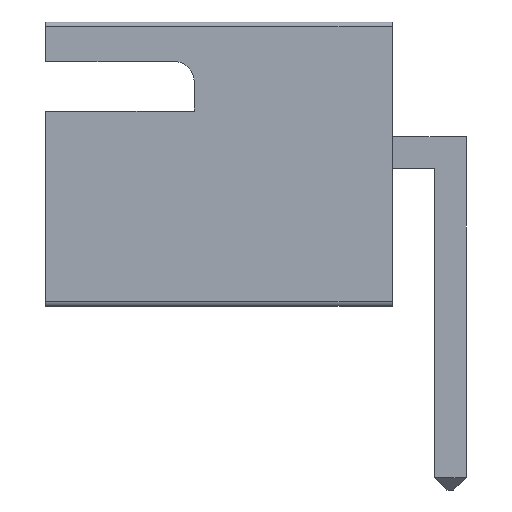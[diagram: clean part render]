
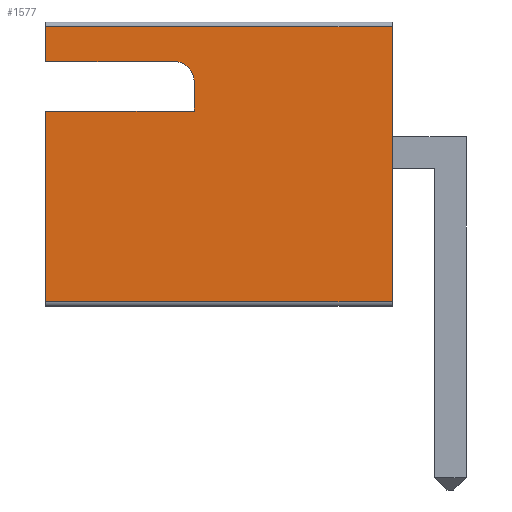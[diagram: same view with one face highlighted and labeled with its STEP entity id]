
A CAD part, left-side view. The second image highlights one B-rep face of the part: STEP entity #1577.
In plain terms, the highlighted planar face has unit normal (-1, 0, 0).
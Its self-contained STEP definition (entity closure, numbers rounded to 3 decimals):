
#101 = ORIENTED_EDGE ( 'NONE', *, *, #2254, .T. ) ;
#144 = DIRECTION ( 'NONE',  ( 0., -1., 0. ) ) ;
#238 = CARTESIAN_POINT ( 'NONE',  ( 0., 7., -5.65 ) ) ;
#256 = CARTESIAN_POINT ( 'NONE',  ( 0., 4., -1.2 ) ) ;
#262 = AXIS2_PLACEMENT_3D ( 'NONE', #625, #932, #2803 ) ;
#286 = ORIENTED_EDGE ( 'NONE', *, *, #2213, .T. ) ;
#293 = EDGE_CURVE ( 'NONE', #1082, #553, #2969, .T. ) ;
#354 = CARTESIAN_POINT ( 'NONE',  ( 0., 7., -0.1 ) ) ;
#356 = EDGE_LOOP ( 'NONE', ( #721, #286, #1778, #2051, #2849, #3325, #1354, #1681, #101 ) ) ;
#363 = PLANE ( 'NONE',  #262 ) ;
#384 = LINE ( 'NONE', #2590, #3065 ) ;
#437 = DIRECTION ( 'NONE',  ( 0., 0., 1. ) ) ;
#460 = VECTOR ( 'NONE', #144, 1000. ) ;
#478 = VECTOR ( 'NONE', #1882, 1000. ) ;
#553 = VERTEX_POINT ( 'NONE', #1110 ) ;
#594 = EDGE_CURVE ( 'NONE', #553, #814, #3255, .T. ) ;
#603 = VERTEX_POINT ( 'NONE', #238 ) ;
#625 = CARTESIAN_POINT ( 'NONE',  ( 0., 7., 0. ) ) ;
#672 = VECTOR ( 'NONE', #437, 1000. ) ;
#721 = ORIENTED_EDGE ( 'NONE', *, *, #2736, .F. ) ;
#789 = CARTESIAN_POINT ( 'NONE',  ( 0., 7., -1.8 ) ) ;
#814 = VERTEX_POINT ( 'NONE', #1035 ) ;
#854 = CARTESIAN_POINT ( 'NONE',  ( 0., 7., 0. ) ) ;
#888 = VERTEX_POINT ( 'NONE', #3281 ) ;
#932 = DIRECTION ( 'NONE',  ( 1., 0., 0. ) ) ;
#950 = FACE_OUTER_BOUND ( 'NONE', #356, .T. ) ;
#1002 = VECTOR ( 'NONE', #3114, 1000. ) ;
#1035 = CARTESIAN_POINT ( 'NONE',  ( 0., 4., -1.8 ) ) ;
#1082 = VERTEX_POINT ( 'NONE', #2339 ) ;
#1110 = CARTESIAN_POINT ( 'NONE',  ( 0., 4., -1.2 ) ) ;
#1205 = VERTEX_POINT ( 'NONE', #1316 ) ;
#1316 = CARTESIAN_POINT ( 'NONE',  ( 0., 7., -1.8 ) ) ;
#1320 = EDGE_CURVE ( 'NONE', #1821, #2292, #3551, .T. ) ;
#1354 = ORIENTED_EDGE ( 'NONE', *, *, #293, .T. ) ;
#1359 = VERTEX_POINT ( 'NONE', #1905 ) ;
#1390 = LINE ( 'NONE', #1680, #2082 ) ;
#1524 = CARTESIAN_POINT ( 'NONE',  ( 0., 4.4, -1.2 ) ) ;
#1569 = CARTESIAN_POINT ( 'NONE',  ( 0., 0., -5.65 ) ) ;
#1577 = ADVANCED_FACE ( 'NONE', ( #950 ), #363, .F. ) ;
#1673 = EDGE_CURVE ( 'NONE', #1359, #1082, #3185, .T. ) ;
#1680 = CARTESIAN_POINT ( 'NONE',  ( 0., 7., -5.65 ) ) ;
#1681 = ORIENTED_EDGE ( 'NONE', *, *, #594, .T. ) ;
#1778 = ORIENTED_EDGE ( 'NONE', *, *, #1320, .T. ) ;
#1817 = CARTESIAN_POINT ( 'NONE',  ( 0., 0., 0. ) ) ;
#1821 = VERTEX_POINT ( 'NONE', #1569 ) ;
#1865 = VECTOR ( 'NONE', #2812, 1000. ) ;
#1882 = DIRECTION ( 'NONE',  ( 0., 0., -1. ) ) ;
#1890 = DIRECTION ( 'NONE',  ( 0., 1., 0. ) ) ;
#1905 = CARTESIAN_POINT ( 'NONE',  ( 0., 7., -0.8 ) ) ;
#2040 = DIRECTION ( 'NONE',  ( 0., 0., 1. ) ) ;
#2051 = ORIENTED_EDGE ( 'NONE', *, *, #2353, .T. ) ;
#2082 = VECTOR ( 'NONE', #3345, 1000. ) ;
#2213 = EDGE_CURVE ( 'NONE', #603, #1821, #1390, .T. ) ;
#2254 = EDGE_CURVE ( 'NONE', #814, #1205, #3312, .T. ) ;
#2292 = VERTEX_POINT ( 'NONE', #2719 ) ;
#2339 = CARTESIAN_POINT ( 'NONE',  ( 0., 4.4, -0.8 ) ) ;
#2353 = EDGE_CURVE ( 'NONE', #2292, #888, #2830, .T. ) ;
#2416 = EDGE_CURVE ( 'NONE', #1359, #888, #2506, .T. ) ;
#2506 = LINE ( 'NONE', #854, #1865 ) ;
#2590 = CARTESIAN_POINT ( 'NONE',  ( 0., 7., 0. ) ) ;
#2613 = CARTESIAN_POINT ( 'NONE',  ( 0., 7., -0.8 ) ) ;
#2719 = CARTESIAN_POINT ( 'NONE',  ( 0., 0., -0.1 ) ) ;
#2736 = EDGE_CURVE ( 'NONE', #603, #1205, #384, .T. ) ;
#2803 = DIRECTION ( 'NONE',  ( 0., 0., -1. ) ) ;
#2812 = DIRECTION ( 'NONE',  ( 0., 0., 1. ) ) ;
#2830 = LINE ( 'NONE', #354, #1002 ) ;
#2849 = ORIENTED_EDGE ( 'NONE', *, *, #2416, .F. ) ;
#2969 = CIRCLE ( 'NONE', #3446, 0.4 ) ;
#3010 = VECTOR ( 'NONE', #1890, 1000. ) ;
#3065 = VECTOR ( 'NONE', #2040, 1000. ) ;
#3114 = DIRECTION ( 'NONE',  ( 0., 1., 0. ) ) ;
#3157 = DIRECTION ( 'NONE',  ( 0., 0., -1. ) ) ;
#3185 = LINE ( 'NONE', #2613, #460 ) ;
#3255 = LINE ( 'NONE', #256, #478 ) ;
#3281 = CARTESIAN_POINT ( 'NONE',  ( 0., 7., -0.1 ) ) ;
#3312 = LINE ( 'NONE', #789, #3010 ) ;
#3325 = ORIENTED_EDGE ( 'NONE', *, *, #1673, .T. ) ;
#3345 = DIRECTION ( 'NONE',  ( 0., -1., 0. ) ) ;
#3446 = AXIS2_PLACEMENT_3D ( 'NONE', #1524, #3497, #3157 ) ;
#3497 = DIRECTION ( 'NONE',  ( 1., 0., 0. ) ) ;
#3551 = LINE ( 'NONE', #1817, #672 ) ;
